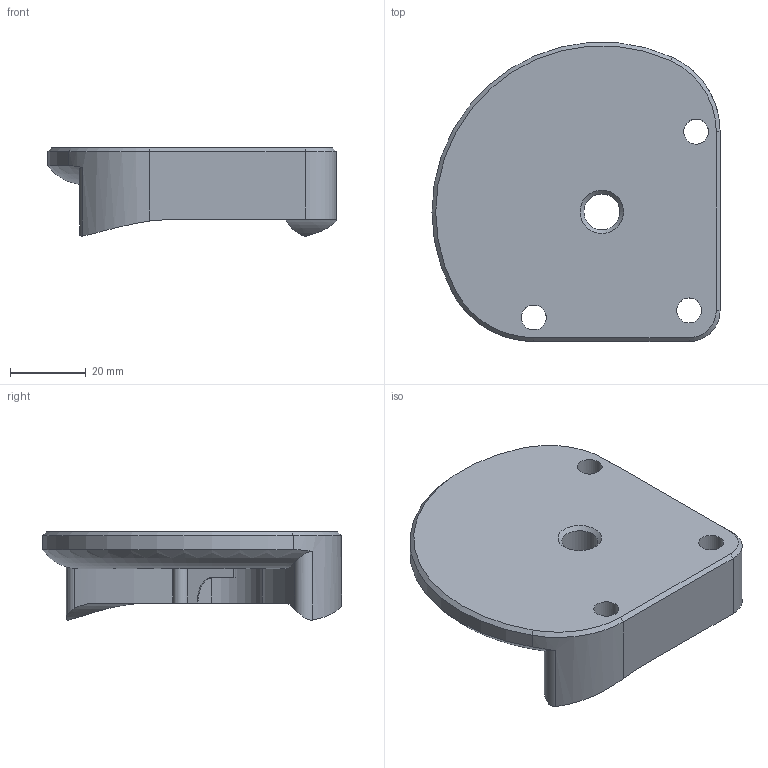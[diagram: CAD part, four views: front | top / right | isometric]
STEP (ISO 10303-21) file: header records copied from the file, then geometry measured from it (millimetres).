
FILE_DESCRIPTION(/* description */ (''),/* implementation_level */ '2;1');
FILE_NAME(/* name */ 'CHAIN GUIDE V3 - LH CAP.stp',/* time_stamp */ '2019-12-30T23:09:12-07:00',/* author */ ('Hentsch'),/* organization */ (''),/* preprocessor_version */ 'ST-DEVELOPER v17',/* originating_system */ 'Autodesk Inventor 2019',/* authorisation */ '');
FILE_SCHEMA (('AUTOMOTIVE_DESIGN { 1 0 10303 214 3 1 1 }'));
Length unit declared in the file: millimetre
Products named in the file (1): CHAIN GUIDE 2
Bounding box: 76.32 x 79.2 x 23.43 mm (x, y, z)
Volume: 67317.2 mm3; surface area: 16565.1 mm2
Topology: 1 solids, 1 shells, 37 faces, 101 edges, 63 vertices
Faces by surface type: cylinder 15, plane 11, cone 5, torus 4, bspline 2
Full cylindrical faces by diameter (mm): 6.604 x3, 9.525 x1
Entity records: 1620 total; most frequent: CARTESIAN_POINT 656, ORIENTED_EDGE 198, DIRECTION 187, EDGE_CURVE 99, AXIS2_PLACEMENT_3D 74, VERTEX_POINT 63, EDGE_LOOP 44, LINE 39
